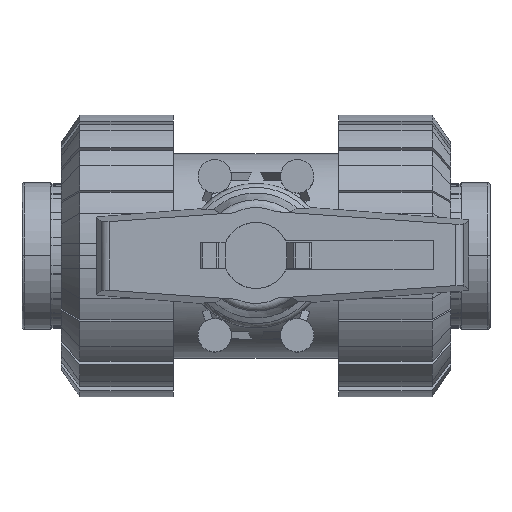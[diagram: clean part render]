
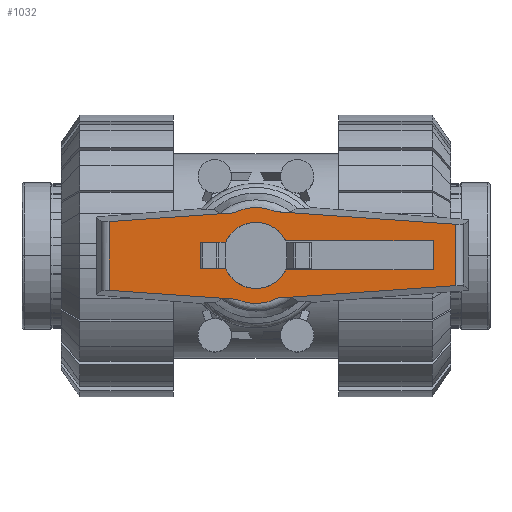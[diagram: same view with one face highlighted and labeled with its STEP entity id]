
A CAD part, top view. The second image highlights one B-rep face of the part: STEP entity #1032.
In plain terms, the highlighted planar face has unit normal (0, 0, 1).
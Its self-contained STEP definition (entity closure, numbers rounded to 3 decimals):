
#1032=ADVANCED_FACE('',(#2494,#2495),#2496,.T.);
#2494=FACE_BOUND('',#4462,.T.);
#2495=FACE_OUTER_BOUND('',#4463,.T.);
#2496=PLANE('',#4464);
#4462=EDGE_LOOP('',(#7158,#7159,#7160,#7161,#7162,#7163,#7164,#7165));
#4463=EDGE_LOOP('',(#7166,#7167,#7168,#7169,#7170,#7171,#7172,#7173));
#4464=AXIS2_PLACEMENT_3D('',#7174,#7175,#7176);
#7158=ORIENTED_EDGE('',*,*,#12297,.T.);
#7159=ORIENTED_EDGE('',*,*,#12368,.T.);
#7160=ORIENTED_EDGE('',*,*,#12475,.T.);
#7161=ORIENTED_EDGE('',*,*,#12483,.T.);
#7162=ORIENTED_EDGE('',*,*,#12279,.T.);
#7163=ORIENTED_EDGE('',*,*,#12219,.T.);
#7164=ORIENTED_EDGE('',*,*,#12210,.T.);
#7165=ORIENTED_EDGE('',*,*,#12288,.T.);
#7166=ORIENTED_EDGE('',*,*,#12431,.T.);
#7167=ORIENTED_EDGE('',*,*,#12596,.T.);
#7168=ORIENTED_EDGE('',*,*,#12523,.T.);
#7169=ORIENTED_EDGE('',*,*,#12541,.F.);
#7170=ORIENTED_EDGE('',*,*,#12464,.T.);
#7171=ORIENTED_EDGE('',*,*,#12567,.T.);
#7172=ORIENTED_EDGE('',*,*,#12510,.T.);
#7173=ORIENTED_EDGE('',*,*,#12539,.T.);
#7174=CARTESIAN_POINT('',(5.807,0.0,117.0));
#7175=DIRECTION('',(0.0,0.0,1.0));
#7176=DIRECTION('',(1.0,0.0,0.0));
#12210=EDGE_CURVE('',#14652,#14653,#14654,.T.);
#12219=EDGE_CURVE('',#14667,#14652,#14668,.T.);
#12279=EDGE_CURVE('',#14764,#14667,#14765,.T.);
#12288=EDGE_CURVE('',#14653,#14778,#14779,.T.);
#12297=EDGE_CURVE('',#14778,#14789,#14790,.T.);
#12368=EDGE_CURVE('',#14789,#14881,#14883,.T.);
#12431=EDGE_CURVE('',#14989,#14987,#14990,.T.);
#12464=EDGE_CURVE('',#15046,#15044,#15047,.T.);
#12475=EDGE_CURVE('',#14881,#15064,#15065,.T.);
#12483=EDGE_CURVE('',#15064,#14764,#15074,.T.);
#12510=EDGE_CURVE('',#15111,#15109,#15112,.T.);
#12523=EDGE_CURVE('',#15133,#15131,#15134,.T.);
#12539=EDGE_CURVE('',#15109,#14989,#15153,.T.);
#12541=EDGE_CURVE('',#15046,#15131,#15155,.T.);
#12567=EDGE_CURVE('',#15044,#15111,#15187,.T.);
#12596=EDGE_CURVE('',#14987,#15133,#15216,.T.);
#14652=VERTEX_POINT('',#18227);
#14653=VERTEX_POINT('',#18228);
#14654=LINE('',#18229,#18230);
#14667=VERTEX_POINT('',#18249);
#14668=LINE('',#18250,#18251);
#14764=VERTEX_POINT('',#18380);
#14765=CIRCLE('',#18381,8.0);
#14778=VERTEX_POINT('',#18396);
#14779=LINE('',#18397,#18398);
#14789=VERTEX_POINT('',#18413);
#14790=CIRCLE('',#18414,8.0);
#14881=VERTEX_POINT('',#18538);
#14883=LINE('',#18541,#18542);
#14987=VERTEX_POINT('',#18844);
#14989=VERTEX_POINT('',#18875);
#14990=LINE('',#18876,#18877);
#15044=VERTEX_POINT('',#19050);
#15046=VERTEX_POINT('',#19081);
#15047=LINE('',#19082,#19083);
#15064=VERTEX_POINT('',#19105);
#15065=LINE('',#19106,#19107);
#15074=LINE('',#19119,#19120);
#15109=VERTEX_POINT('',#19165);
#15111=VERTEX_POINT('',#19167);
#15112=LINE('',#19168,#19169);
#15131=VERTEX_POINT('',#19254);
#15133=VERTEX_POINT('',#19256);
#15134=LINE('',#19257,#19258);
#15153=LINE('',#19345,#19346);
#15155=LINE('',#19348,#19349);
#15187=CIRCLE('',#19451,11.613);
#15216=CIRCLE('',#19480,11.613);
#18227=CARTESIAN_POINT('',(42.917,3.5,117.0));
#18228=CARTESIAN_POINT('',(42.917,-3.5,117.0));
#18229=CARTESIAN_POINT('',(42.917,0.0,117.0));
#18230=VECTOR('',#25095,1.0);
#18249=CARTESIAN_POINT('',(7.194,3.5,117.0));
#18250=CARTESIAN_POINT('',(13.632,3.5,117.0));
#18251=VECTOR('',#25102,1.0);
#18380=CARTESIAN_POINT('',(-7.354,3.15,117.0));
#18381=AXIS2_PLACEMENT_3D('',#25190,#25191,#25192);
#18396=CARTESIAN_POINT('',(7.194,-3.5,117.0));
#18397=CARTESIAN_POINT('',(13.632,-3.5,117.0));
#18398=VECTOR('',#25207,1.0);
#18413=CARTESIAN_POINT('',(-7.354,-3.15,117.0));
#18414=AXIS2_PLACEMENT_3D('',#25213,#25214,#25215);
#18538=CARTESIAN_POINT('',(-13.417,-3.15,117.0));
#18541=CARTESIAN_POINT('',(-2.269,-3.15,117.0));
#18542=VECTOR('',#25283,1.0);
#18844=CARTESIAN_POINT('',(-4.722,-10.61,117.0));
#18875=CARTESIAN_POINT('',(-35.537,-8.455,117.0));
#18876=CARTESIAN_POINT('',(-3.994,-10.661,117.0));
#18877=VECTOR('',#25336,1.0);
#19050=CARTESIAN_POINT('',(4.722,10.61,117.0));
#19081=CARTESIAN_POINT('',(48.412,7.555,117.0));
#19082=CARTESIAN_POINT('',(27.206,9.038,117.0));
#19083=VECTOR('',#25363,1.0);
#19105=CARTESIAN_POINT('',(-13.417,3.15,117.0));
#19106=CARTESIAN_POINT('',(-13.417,4.725,117.0));
#19107=VECTOR('',#25378,1.0);
#19119=CARTESIAN_POINT('',(-2.269,3.15,117.0));
#19120=VECTOR('',#25385,1.0);
#19165=CARTESIAN_POINT('',(-35.537,8.207,117.0));
#19167=CARTESIAN_POINT('',(-5.327,10.319,117.0));
#19168=CARTESIAN_POINT('',(-3.1,10.475,117.0));
#19169=VECTOR('',#25417,1.0);
#19254=CARTESIAN_POINT('',(48.412,-7.307,117.0));
#19256=CARTESIAN_POINT('',(5.327,-10.319,117.0));
#19257=CARTESIAN_POINT('',(28.065,-8.729,117.0));
#19258=VECTOR('',#25430,1.0);
#19345=CARTESIAN_POINT('',(-35.537,12.6,117.0));
#19346=VECTOR('',#25436,1.0);
#19348=CARTESIAN_POINT('',(48.412,12.6,117.0));
#19349=VECTOR('',#25437,1.0);
#19451=AXIS2_PLACEMENT_3D('',#25470,#25471,#25472);
#19480=AXIS2_PLACEMENT_3D('',#25506,#25507,#25508);
#25095=DIRECTION('',(0.0,-1.0,0.0));
#25102=DIRECTION('',(1.0,0.0,-0.0));
#25190=CARTESIAN_POINT('',(0.0,0.0,117.0));
#25191=DIRECTION('',(0.0,0.0,-1.0));
#25192=DIRECTION('',(1.0,0.0,0.0));
#25207=DIRECTION('',(-1.0,0.0,0.0));
#25213=CARTESIAN_POINT('',(0.0,0.0,117.0));
#25214=DIRECTION('',(0.0,0.0,-1.0));
#25215=DIRECTION('',(1.0,0.0,0.0));
#25283=DIRECTION('',(-1.0,0.0,0.0));
#25336=DIRECTION('',(0.998,-0.07,0.0));
#25363=DIRECTION('',(-0.998,0.07,0.0));
#25378=DIRECTION('',(0.0,1.0,-0.0));
#25385=DIRECTION('',(1.0,0.0,0.0));
#25417=DIRECTION('',(-0.998,-0.07,0.0));
#25430=DIRECTION('',(0.998,0.07,-0.0));
#25436=DIRECTION('',(0.0,-1.0,0.0));
#25437=DIRECTION('',(0.0,-1.0,0.0));
#25470=CARTESIAN_POINT('',(0.0,0.0,117.0));
#25471=DIRECTION('',(0.0,0.0,1.0));
#25472=DIRECTION('',(1.0,0.0,0.0));
#25506=CARTESIAN_POINT('',(0.0,0.0,117.0));
#25507=DIRECTION('',(0.0,0.0,1.0));
#25508=DIRECTION('',(1.0,0.0,0.0));
